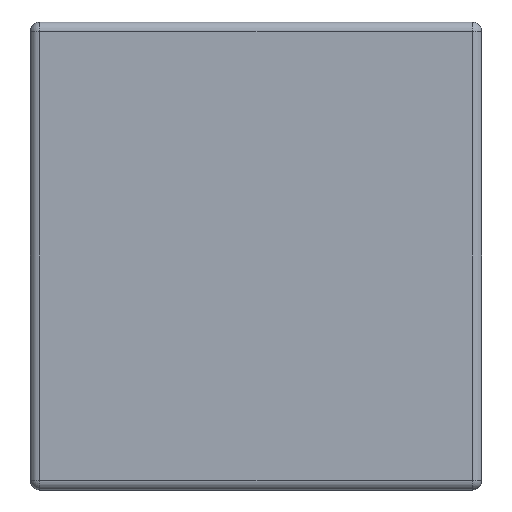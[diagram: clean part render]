
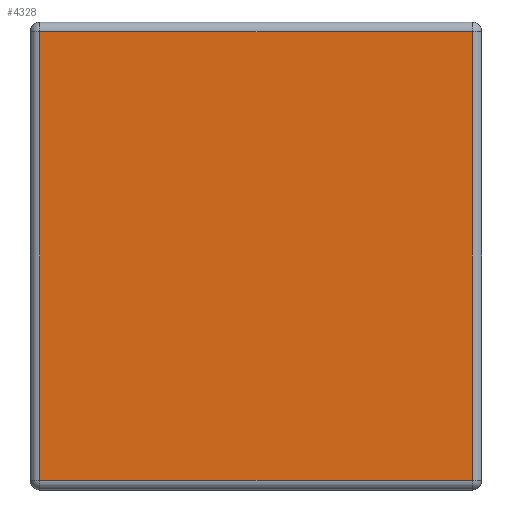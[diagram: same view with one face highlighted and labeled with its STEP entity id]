
A CAD part, left-side view. The second image highlights one B-rep face of the part: STEP entity #4328.
In plain terms, the highlighted planar face has unit normal (-1, 0, 0).
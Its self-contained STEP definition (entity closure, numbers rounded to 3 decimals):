
#61 = CARTESIAN_POINT ( 'NONE',  ( 0., 1.37, -1.45 ) ) ;
#77 = ORIENTED_EDGE ( 'NONE', *, *, #220, .T. ) ;
#220 = EDGE_CURVE ( 'NONE', #1391, #2014, #4202, .T. ) ;
#237 = EDGE_CURVE ( 'NONE', #1167, #2825, #1466, .T. ) ;
#466 = ORIENTED_EDGE ( 'NONE', *, *, #2133, .T. ) ;
#651 = CARTESIAN_POINT ( 'NONE',  ( 0., 0., -1.42 ) ) ;
#755 = DIRECTION ( 'NONE',  ( 0., 0., -1. ) ) ;
#978 = DIRECTION ( 'NONE',  ( 0., -1., 0. ) ) ;
#1167 = VERTEX_POINT ( 'NONE', #2264 ) ;
#1373 = VECTOR ( 'NONE', #4335, 1000. ) ;
#1391 = VERTEX_POINT ( 'NONE', #1435 ) ;
#1435 = CARTESIAN_POINT ( 'NONE',  ( 0., 0.03, -0.03 ) ) ;
#1466 = LINE ( 'NONE', #651, #2063 ) ;
#1531 = CARTESIAN_POINT ( 'NONE',  ( 0., 0.03, 0. ) ) ;
#1679 = AXIS2_PLACEMENT_3D ( 'NONE', #2523, #3616, #1856 ) ;
#1856 = DIRECTION ( 'NONE',  ( 0., 0., 1. ) ) ;
#1880 = DIRECTION ( 'NONE',  ( 0., 0., 1. ) ) ;
#1885 = VECTOR ( 'NONE', #1880, 1000. ) ;
#2014 = VERTEX_POINT ( 'NONE', #3113 ) ;
#2063 = VECTOR ( 'NONE', #978, 1000. ) ;
#2133 = EDGE_CURVE ( 'NONE', #2014, #1167, #2912, .T. ) ;
#2264 = CARTESIAN_POINT ( 'NONE',  ( 0., 1.37, -1.42 ) ) ;
#2342 = VECTOR ( 'NONE', #755, 1000. ) ;
#2429 = CARTESIAN_POINT ( 'NONE',  ( 0., 1.4, -0.03 ) ) ;
#2523 = CARTESIAN_POINT ( 'NONE',  ( 0., 0., 0. ) ) ;
#2594 = FACE_OUTER_BOUND ( 'NONE', #4271, .T. ) ;
#2825 = VERTEX_POINT ( 'NONE', #4429 ) ;
#2912 = LINE ( 'NONE', #61, #2342 ) ;
#3113 = CARTESIAN_POINT ( 'NONE',  ( 0., 1.37, -0.03 ) ) ;
#3218 = EDGE_CURVE ( 'NONE', #2825, #1391, #4371, .T. ) ;
#3616 = DIRECTION ( 'NONE',  ( -1., 0., 0. ) ) ;
#3790 = ORIENTED_EDGE ( 'NONE', *, *, #237, .T. ) ;
#4116 = ORIENTED_EDGE ( 'NONE', *, *, #3218, .T. ) ;
#4202 = LINE ( 'NONE', #2429, #1373 ) ;
#4271 = EDGE_LOOP ( 'NONE', ( #3790, #4116, #77, #466 ) ) ;
#4328 = ADVANCED_FACE ( 'NONE', ( #2594 ), #4330, .T. ) ;
#4330 = PLANE ( 'NONE',  #1679 ) ;
#4335 = DIRECTION ( 'NONE',  ( 0., 1., 0. ) ) ;
#4371 = LINE ( 'NONE', #1531, #1885 ) ;
#4429 = CARTESIAN_POINT ( 'NONE',  ( 0., 0.03, -1.42 ) ) ;
